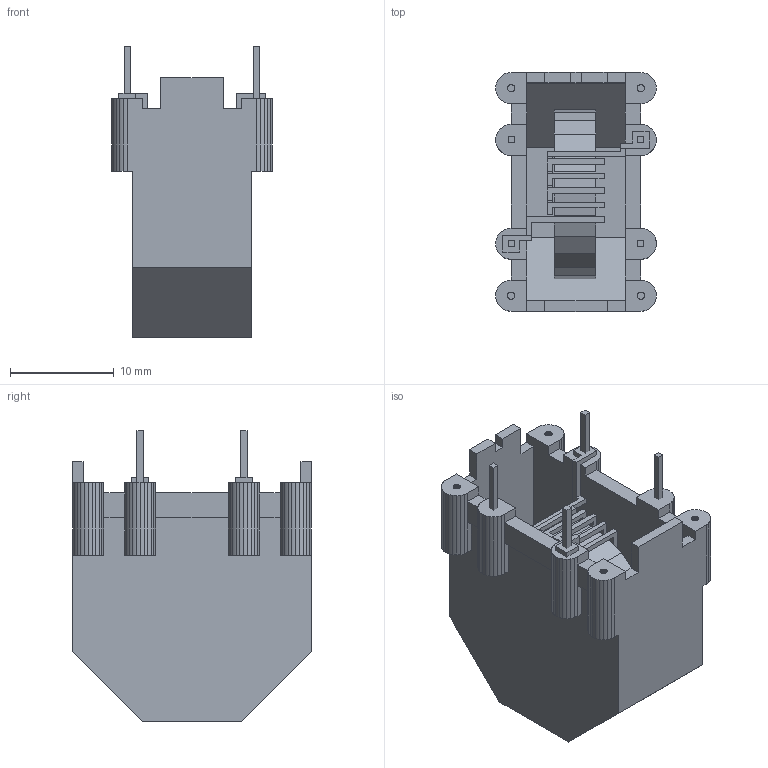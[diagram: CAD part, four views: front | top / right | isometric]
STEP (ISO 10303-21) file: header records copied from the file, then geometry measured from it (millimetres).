
FILE_DESCRIPTION(('FreeCAD Model'),'2;1');
FILE_NAME('X22Vi.stp', '2014-07-08T13:11:01',('FreeCAD'),('FreeCAD'), 'Open CASCADE STEP processor 6.3','FreeCAD','Unknown');
FILE_SCHEMA(('AUTOMOTIVE_DESIGN_CC2 { 1 2 10303 214 -1 1 5 4 }'));
Length unit declared in the file: millimetre
Products named in the file (6): X22Vi002; X22Vi004; X22Vi; X22Vi001; X22Vi005; X22Vi003
Bounding box: 15.5 x 23 x 28 mm (x, y, z)
Volume: 2263.3 mm3; surface area: 4338.6 mm2
Topology: 6 solids, 6 shells, 778 faces, 2246 edges, 1492 vertices
Faces by surface type: plane 509, cylinder 266, cone 3
Entity records: 57509 total; most frequent: CARTESIAN_POINT 14706, DIRECTION 7470, LINE 4539, VECTOR 4539, ORIENTED_EDGE 4492, PCURVE 4492, DEFINITIONAL_REPRESENTATION 4492, EDGE_CURVE 2246
